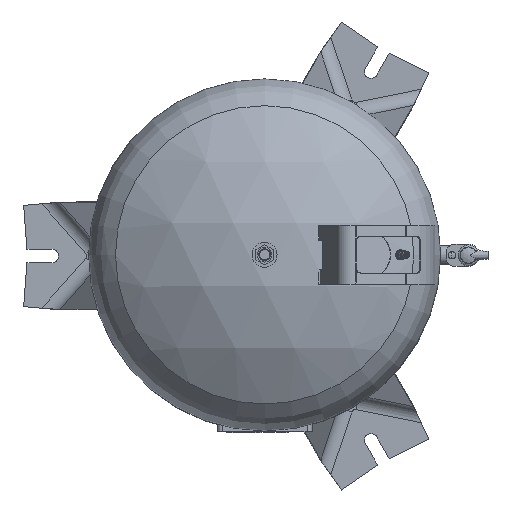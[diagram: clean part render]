
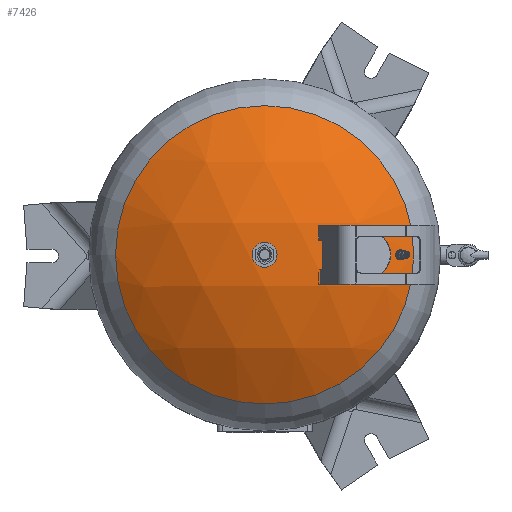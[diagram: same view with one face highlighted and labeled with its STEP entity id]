
A CAD part, top view. The second image highlights one B-rep face of the part: STEP entity #7426.
In plain terms, the highlighted spherical face has radius 354.5 mm.
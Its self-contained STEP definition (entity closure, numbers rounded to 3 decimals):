
#47=SPHERICAL_SURFACE($,#8034,354.5);
#1821=FACE_OUTER_BOUND($,#2350,.T.);
#2350=EDGE_LOOP($,(#5321));
#2911=CIRCLE($,#8035,203.326);
#3326=VERTEX_POINT($,#12277);
#4104=EDGE_CURVE($,#3326,#3326,#2911,.T.);
#5321=ORIENTED_EDGE($,*,*,#4104,.T.);
#7426=ADVANCED_FACE($,(#1821),#47,.T.);
#8034=AXIS2_PLACEMENT_3D($,#12276,#9159,#9160);
#8035=AXIS2_PLACEMENT_3D($,#12278,#9161,#9162);
#9159=DIRECTION('center_axis',(0.,-1.,0.));
#9160=DIRECTION('ref_axis',(1.,0.,0.));
#9161=DIRECTION('center_axis',(0.,0.,
1.));
#9162=DIRECTION('ref_axis',(-1.,0.,0.));
#12276=CARTESIAN_POINT('Origin',(0.,0.,
611.5));
#12277=CARTESIAN_POINT('',(-203.326,0.,901.894));
#12278=CARTESIAN_POINT('Origin',(0.,0.,
901.894));
